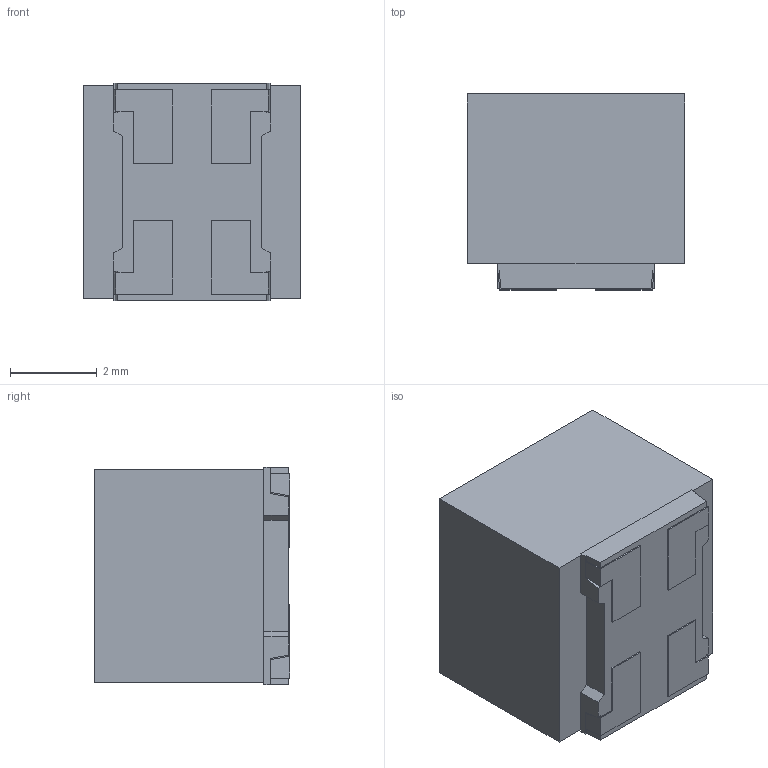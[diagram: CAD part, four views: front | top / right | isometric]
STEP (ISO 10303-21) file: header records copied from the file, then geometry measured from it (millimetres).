
FILE_DESCRIPTION (( 'STEP AP214' ), '1' );
FILE_NAME ('1.STEP', '2019-11-29T19:06:13', ( '' ), ( '' ), 'SwSTEP 2.0', 'SolidWorks 2017', '' );
FILE_SCHEMA (( 'AUTOMOTIVE_DESIGN' ));
Length unit declared in the file: millimetre
Products named in the file (1): 1
Bounding box: 5 x 4.5 x 5 mm (x, y, z)
Volume: 105.4 mm3; surface area: 157.5 mm2
Topology: 6 solids, 6 shells, 89 faces, 220 edges, 144 vertices
Faces by surface type: plane 89
Entity records: 2649 total; most frequent: CARTESIAN_POINT 454, ORIENTED_EDGE 440, DIRECTION 400, VECTOR 220, LINE 220, EDGE_CURVE 220, VERTEX_POINT 144, EDGE_LOOP 90
